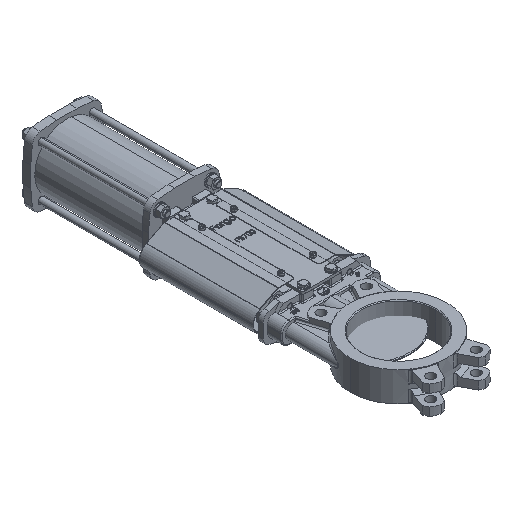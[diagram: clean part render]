
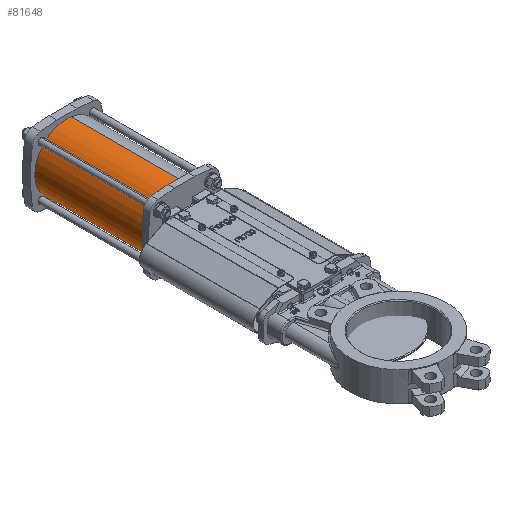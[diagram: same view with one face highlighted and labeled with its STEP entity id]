
A CAD part, isometric view. The second image highlights one B-rep face of the part: STEP entity #81648.
In plain terms, the highlighted cylindrical face has radius 65 mm (diameter 130 mm), a partial arc.
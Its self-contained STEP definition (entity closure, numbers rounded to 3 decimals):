
#1773 = VECTOR ( 'NONE', #34699, 1000. ) ;
#1785 = CARTESIAN_POINT ( 'NONE',  ( 0., 670.5, 0. ) ) ;
#2998 = DIRECTION ( 'NONE',  ( 0.132, 0., 0.991 ) ) ;
#5506 = DIRECTION ( 'NONE',  ( 0., 1., 0. ) ) ;
#7370 = DIRECTION ( 'NONE',  ( 0., 1., 0. ) ) ;
#7998 = DIRECTION ( 'NONE',  ( 0.132, 0., 0.991 ) ) ;
#12472 = EDGE_CURVE ( 'NONE', #73351, #51255, #39872, .T. ) ;
#12753 = ORIENTED_EDGE ( 'NONE', *, *, #98775, .F. ) ;
#17829 = VECTOR ( 'NONE', #5506, 1000. ) ;
#20493 = EDGE_LOOP ( 'NONE', ( #12753, #23901, #120091, #61922 ) ) ;
#22759 = CARTESIAN_POINT ( 'NONE',  ( 8.551, 670.5, 64.435 ) ) ;
#23901 = ORIENTED_EDGE ( 'NONE', *, *, #12472, .T. ) ;
#25511 = LINE ( 'NONE', #112431, #17829 ) ;
#26421 = DIRECTION ( 'NONE',  ( 0., 1., 0. ) ) ;
#27374 = CARTESIAN_POINT ( 'NONE',  ( 0., 619.741, 0. ) ) ;
#28604 = VERTEX_POINT ( 'NONE', #123456 ) ;
#34699 = DIRECTION ( 'NONE',  ( 0., 1., 0. ) ) ;
#35497 = VERTEX_POINT ( 'NONE', #22759 ) ;
#39872 = CIRCLE ( 'NONE', #63780, 65. ) ;
#41117 = DIRECTION ( 'NONE',  ( 0., 1., 0. ) ) ;
#42804 = LINE ( 'NONE', #71558, #1773 ) ;
#47234 = AXIS2_PLACEMENT_3D ( 'NONE', #1785, #41117, #2998 ) ;
#51255 = VERTEX_POINT ( 'NONE', #102030 ) ;
#57268 = AXIS2_PLACEMENT_3D ( 'NONE', #27374, #7370, #7998 ) ;
#58033 = EDGE_CURVE ( 'NONE', #51255, #35497, #25511, .T. ) ;
#61922 = ORIENTED_EDGE ( 'NONE', *, *, #69509, .F. ) ;
#63780 = AXIS2_PLACEMENT_3D ( 'NONE', #120818, #26421, #83876 ) ;
#69509 = EDGE_CURVE ( 'NONE', #28604, #35497, #77088, .T. ) ;
#71558 = CARTESIAN_POINT ( 'NONE',  ( -8.551, 619.741, -64.435 ) ) ;
#73000 = FACE_OUTER_BOUND ( 'NONE', #20493, .T. ) ;
#73351 = VERTEX_POINT ( 'NONE', #102506 ) ;
#77088 = CIRCLE ( 'NONE', #47234, 65. ) ;
#81648 = ADVANCED_FACE ( 'NONE', ( #73000 ), #84213, .T. ) ;
#83876 = DIRECTION ( 'NONE',  ( 0.132, 0., 0.991 ) ) ;
#84213 = CYLINDRICAL_SURFACE ( 'NONE', #57268, 65. ) ;
#98775 = EDGE_CURVE ( 'NONE', #73351, #28604, #42804, .T. ) ;
#102030 = CARTESIAN_POINT ( 'NONE',  ( 8.551, 445.5, 64.435 ) ) ;
#102506 = CARTESIAN_POINT ( 'NONE',  ( -8.551, 445.5, -64.435 ) ) ;
#112431 = CARTESIAN_POINT ( 'NONE',  ( 8.551, 619.741, 64.435 ) ) ;
#120091 = ORIENTED_EDGE ( 'NONE', *, *, #58033, .T. ) ;
#120818 = CARTESIAN_POINT ( 'NONE',  ( 0., 445.5, 0. ) ) ;
#123456 = CARTESIAN_POINT ( 'NONE',  ( -8.551, 670.5, -64.435 ) ) ;
